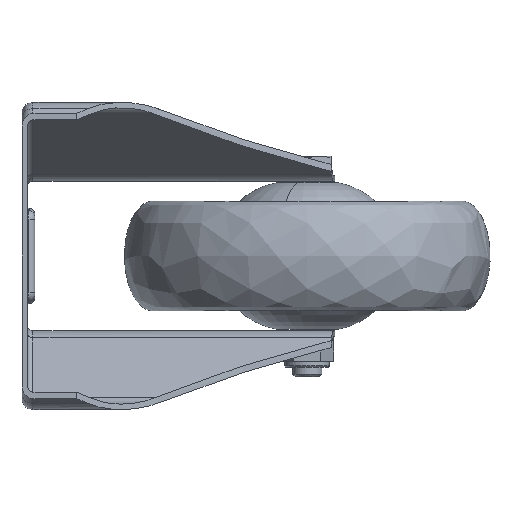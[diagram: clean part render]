
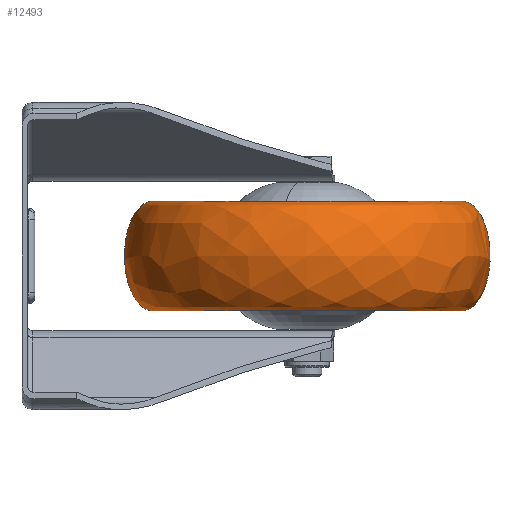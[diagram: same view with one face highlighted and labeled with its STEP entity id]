
A CAD part, left-side view. The second image highlights one B-rep face of the part: STEP entity #12493.
In plain terms, the highlighted free-form (B-spline) face has degree [3, 3] with [4, 4] control points.
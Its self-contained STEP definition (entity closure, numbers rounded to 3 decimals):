
#515 = CARTESIAN_POINT ( 'NONE',  ( -13.051, -186.59, -15. ) ) ;
#596 = CARTESIAN_POINT ( 'NONE',  ( -13.051, -71.09, -15. ) ) ;
#712 = EDGE_CURVE ( 'NONE', #5257, #15524, #7167, .T. ) ;
#1400 = CIRCLE ( 'NONE', #1997, 42.25 ) ;
#1875 = CARTESIAN_POINT ( 'NONE',  ( -13.051, -71.09, 15. ) ) ;
#1967 = CARTESIAN_POINT ( 'NONE',  ( -13.051, -171.09, 15. ) ) ;
#1997 = AXIS2_PLACEMENT_3D ( 'NONE', #9303, #14801, #4028 ) ;
#2053 = CARTESIAN_POINT ( 'NONE',  ( -97.551, -86.59, -15. ) ) ;
#2644 = CARTESIAN_POINT ( 'NONE',  ( -13.051, -86.59, 15. ) ) ;
#2661 = CARTESIAN_POINT ( 'NONE',  ( -13.051, -171.09, -15. ) ) ;
#3075 = FACE_OUTER_BOUND ( 'NONE', #4784, .T. ) ;
#3514 = CARTESIAN_POINT ( 'NONE',  ( -13.051, -86.59, 15. ) ) ;
#3599 = VERTEX_POINT ( 'NONE', #13664 ) ;
#3984 = CARTESIAN_POINT ( 'NONE',  ( -13.051, -71.09, -15. ) ) ;
#4028 = DIRECTION ( 'NONE',  ( 0., 1., 0. ) ) ;
#4170 = CARTESIAN_POINT ( 'NONE',  ( -13.051, -186.59, -15. ) ) ;
#4784 = EDGE_LOOP ( 'NONE', ( #7828, #8158, #7922, #16810 ) ) ;
#5257 = VERTEX_POINT ( 'NONE', #17744 ) ;
#5765 = CIRCLE ( 'NONE', #15503, 42.25 ) ;
#5825 = VERTEX_POINT ( 'NONE', #13100 ) ;
#6391 = CARTESIAN_POINT ( 'NONE',  ( -13.051, -71.09, 15. ) ) ;
#6398 = CARTESIAN_POINT ( 'NONE',  ( -13.051, -128.84, -15. ) ) ;
#7167 =( BOUNDED_CURVE ( )  B_SPLINE_CURVE ( 3, ( #2644, #6391, #3984, #11855 ),
 .UNSPECIFIED., .F., .F. ) 
 B_SPLINE_CURVE_WITH_KNOTS ( ( 4, 4 ),
 ( 0., 3.142 ),
 .UNSPECIFIED. ) 
 CURVE ( )  GEOMETRIC_REPRESENTATION_ITEM ( )  RATIONAL_B_SPLINE_CURVE ( ( 1., 0.333, 0.333, 1. ) ) 
 REPRESENTATION_ITEM ( '' )  );
#7692 = CARTESIAN_POINT ( 'NONE',  ( -128.551, -186.59, 15. ) ) ;
#7828 = ORIENTED_EDGE ( 'NONE', *, *, #7911, .F. ) ;
#7911 = EDGE_CURVE ( 'NONE', #3599, #5825, #16831, .T. ) ;
#7922 = ORIENTED_EDGE ( 'NONE', *, *, #712, .T. ) ;
#8158 = ORIENTED_EDGE ( 'NONE', *, *, #13308, .T. ) ;
#9303 = CARTESIAN_POINT ( 'NONE',  ( -13.051, -128.84, 15. ) ) ;
#10033 = CARTESIAN_POINT ( 'NONE',  ( -97.551, -86.59, 15. ) ) ;
#10113 = CARTESIAN_POINT ( 'NONE',  ( -128.551, -71.09, -15. ) ) ;
#11414 = EDGE_CURVE ( 'NONE', #5825, #15524, #5765, .T. ) ;
#11471 = CARTESIAN_POINT ( 'NONE',  ( -128.551, -186.59, -15. ) ) ;
#11855 = CARTESIAN_POINT ( 'NONE',  ( -13.051, -86.59, -15. ) ) ;
#11859 = DIRECTION ( 'NONE',  ( 0., 1., 0. ) ) ;
#12493 = ADVANCED_FACE ( 'NONE', ( #3075 ), #13148, .F. ) ;
#12622 = CARTESIAN_POINT ( 'NONE',  ( -13.051, -186.59, 15. ) ) ;
#12924 = CARTESIAN_POINT ( 'NONE',  ( -13.051, -186.59, 15. ) ) ;
#13011 = CARTESIAN_POINT ( 'NONE',  ( -13.051, -86.59, -15. ) ) ;
#13100 = CARTESIAN_POINT ( 'NONE',  ( -13.051, -171.09, -15. ) ) ;
#13148 =( BOUNDED_SURFACE ( )  B_SPLINE_SURFACE ( 3, 3, ( 
 ( #1967, #14277, #10033, #3514 ),
 ( #12924, #7692, #15861, #1875 ),
 ( #515, #11471, #10113, #596 ),
 ( #16977, #14446, #2053, #13011 ) ),
 .UNSPECIFIED., .F., .F., .F. ) 
 B_SPLINE_SURFACE_WITH_KNOTS ( ( 4, 4 ),
 ( 4, 4 ),
 ( 0., 1. ),
 ( 0., 1. ),
 .UNSPECIFIED. ) 
 GEOMETRIC_REPRESENTATION_ITEM ( )  RATIONAL_B_SPLINE_SURFACE ( (
 ( 1., 0.333, 0.333, 1.),
 ( 0.333, 0.111, 0.111, 0.333),
 ( 0.333, 0.111, 0.111, 0.333),
 ( 1., 0.333, 0.333, 1.) ) ) 
 REPRESENTATION_ITEM ( '' )  SURFACE ( )  );
#13308 = EDGE_CURVE ( 'NONE', #3599, #5257, #1400, .T. ) ;
#13664 = CARTESIAN_POINT ( 'NONE',  ( -13.051, -171.09, 15. ) ) ;
#14277 = CARTESIAN_POINT ( 'NONE',  ( -97.551, -171.09, 15. ) ) ;
#14435 = CARTESIAN_POINT ( 'NONE',  ( -13.051, -86.59, -15. ) ) ;
#14446 = CARTESIAN_POINT ( 'NONE',  ( -97.551, -171.09, -15. ) ) ;
#14801 = DIRECTION ( 'NONE',  ( 0., 0., -1. ) ) ;
#15045 = CARTESIAN_POINT ( 'NONE',  ( -13.051, -171.09, 15. ) ) ;
#15503 = AXIS2_PLACEMENT_3D ( 'NONE', #6398, #16089, #11859 ) ;
#15524 = VERTEX_POINT ( 'NONE', #14435 ) ;
#15861 = CARTESIAN_POINT ( 'NONE',  ( -128.551, -71.09, 15. ) ) ;
#16089 = DIRECTION ( 'NONE',  ( 0., 0., -1. ) ) ;
#16810 = ORIENTED_EDGE ( 'NONE', *, *, #11414, .F. ) ;
#16831 =( BOUNDED_CURVE ( )  B_SPLINE_CURVE ( 3, ( #15045, #12622, #4170, #2661 ),
 .UNSPECIFIED., .F., .F. ) 
 B_SPLINE_CURVE_WITH_KNOTS ( ( 4, 4 ),
 ( 0., 3.142 ),
 .UNSPECIFIED. ) 
 CURVE ( )  GEOMETRIC_REPRESENTATION_ITEM ( )  RATIONAL_B_SPLINE_CURVE ( ( 1., 0.333, 0.333, 1. ) ) 
 REPRESENTATION_ITEM ( '' )  );
#16977 = CARTESIAN_POINT ( 'NONE',  ( -13.051, -171.09, -15. ) ) ;
#17744 = CARTESIAN_POINT ( 'NONE',  ( -13.051, -86.59, 15. ) ) ;
